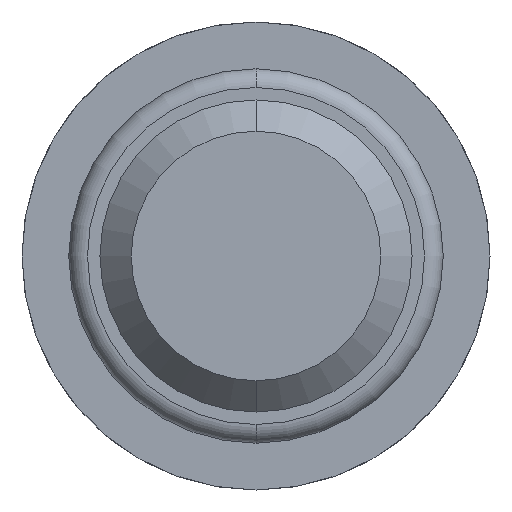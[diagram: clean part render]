
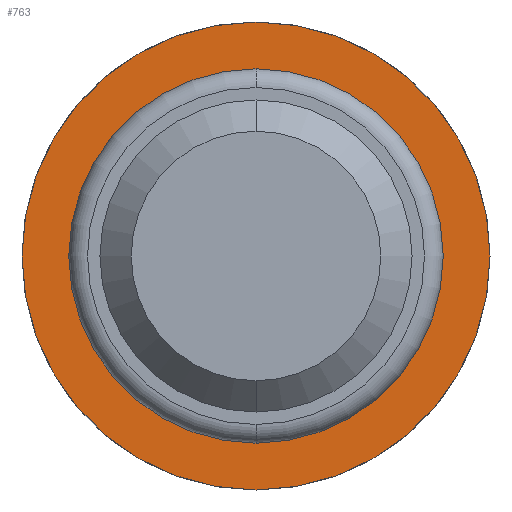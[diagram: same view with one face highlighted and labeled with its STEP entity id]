
A CAD part, front view. The second image highlights one B-rep face of the part: STEP entity #763.
In plain terms, the highlighted planar face has unit normal (0, -1, 0).
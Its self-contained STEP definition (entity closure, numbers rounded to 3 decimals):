
#213 = EDGE_CURVE ( 'Defeature ausgef�hrt3_44+Defeature ausgef�hrt3_45+Defeature ausgef�hrt3_45+Defeature ausgef�hrt3_45', #264, #4995, #2644, .T. ) ;
#256 = CIRCLE ( 'NONE', #4348, 1.5 ) ;
#264 = VERTEX_POINT ( 'NONE', #690 ) ;
#523 = EDGE_CURVE ( 'Defeature ausgef�hrt3_43+Defeature ausgef�hrt3_44+Defeature ausgef�hrt3_44+Defeature ausgef�hrt3_44', #5243, #1102, #4788, .T. ) ;
#567 = DIRECTION ( 'NONE',  ( 0., -1., 0. ) ) ;
#690 = CARTESIAN_POINT ( 'NONE',  ( 0., 20., 1.875 ) ) ;
#763 = ADVANCED_FACE ( 'Defeature ausgef�hrt3_44', ( #2518, #3425 ), #4896, .T. ) ;
#1018 = AXIS2_PLACEMENT_3D ( 'NONE', #2640, #3094, #3542 ) ;
#1102 = VERTEX_POINT ( 'NONE', #4723 ) ;
#1137 = EDGE_LOOP ( 'NONE', ( #5600, #2330 ) ) ;
#1272 = CARTESIAN_POINT ( 'NONE',  ( 0., 20., 0. ) ) ;
#1322 = CARTESIAN_POINT ( 'NONE',  ( 0., 20., -1.5 ) ) ;
#1387 = EDGE_CURVE ( 'Defeature ausgef�hrt3_43+Defeature ausgef�hrt3_44+Defeature ausgef�hrt3_44+Defeature ausgef�hrt3_44', #1102, #5243, #256, .T. ) ;
#1476 = DIRECTION ( 'NONE',  ( 0., 0., -1. ) ) ;
#1661 = CARTESIAN_POINT ( 'NONE',  ( 0., 20., 0. ) ) ;
#1666 = CARTESIAN_POINT ( 'NONE',  ( 0., 20., 0. ) ) ;
#1725 = ORIENTED_EDGE ( 'NONE', *, *, #1387, .F. ) ;
#1918 = AXIS2_PLACEMENT_3D ( 'NONE', #1666, #2173, #3436 ) ;
#2150 = DIRECTION ( 'NONE',  ( 0., 0., -1. ) ) ;
#2173 = DIRECTION ( 'NONE',  ( 0., -1., 0. ) ) ;
#2285 = AXIS2_PLACEMENT_3D ( 'NONE', #1272, #3038, #4907 ) ;
#2330 = ORIENTED_EDGE ( 'NONE', *, *, #213, .T. ) ;
#2518 = FACE_OUTER_BOUND ( 'NONE', #1137, .T. ) ;
#2640 = CARTESIAN_POINT ( 'NONE',  ( 1.5, 20., 0. ) ) ;
#2644 = CIRCLE ( 'NONE', #5176, 1.875 ) ;
#3038 = DIRECTION ( 'NONE',  ( 0., -1., 0. ) ) ;
#3094 = DIRECTION ( 'NONE',  ( 0., -1., 0. ) ) ;
#3265 = CARTESIAN_POINT ( 'NONE',  ( 0., 20., 0. ) ) ;
#3398 = CIRCLE ( 'NONE', #2285, 1.875 ) ;
#3425 = FACE_BOUND ( 'NONE', #5625, .T. ) ;
#3436 = DIRECTION ( 'NONE',  ( 0., 0., -1. ) ) ;
#3542 = DIRECTION ( 'NONE',  ( 0., 0., -1. ) ) ;
#3596 = ORIENTED_EDGE ( 'NONE', *, *, #523, .F. ) ;
#4348 = AXIS2_PLACEMENT_3D ( 'NONE', #1661, #4854, #2150 ) ;
#4723 = CARTESIAN_POINT ( 'NONE',  ( 0., 20., 1.5 ) ) ;
#4788 = CIRCLE ( 'NONE', #1918, 1.5 ) ;
#4854 = DIRECTION ( 'NONE',  ( 0., -1., 0. ) ) ;
#4896 = PLANE ( 'NONE',  #1018 ) ;
#4907 = DIRECTION ( 'NONE',  ( 0., 0., -1. ) ) ;
#4995 = VERTEX_POINT ( 'NONE', #5009 ) ;
#5009 = CARTESIAN_POINT ( 'NONE',  ( 0., 20., -1.875 ) ) ;
#5176 = AXIS2_PLACEMENT_3D ( 'NONE', #3265, #567, #1476 ) ;
#5243 = VERTEX_POINT ( 'NONE', #1322 ) ;
#5600 = ORIENTED_EDGE ( 'NONE', *, *, #5697, .T. ) ;
#5625 = EDGE_LOOP ( 'NONE', ( #3596, #1725 ) ) ;
#5697 = EDGE_CURVE ( 'Defeature ausgef�hrt3_44+Defeature ausgef�hrt3_45+Defeature ausgef�hrt3_45+Defeature ausgef�hrt3_45', #4995, #264, #3398, .T. ) ;
